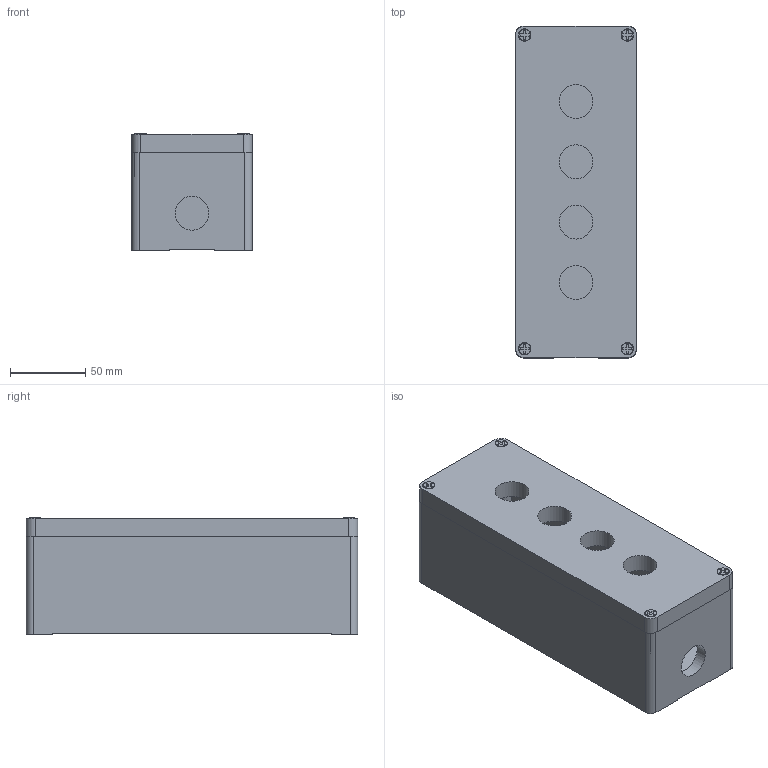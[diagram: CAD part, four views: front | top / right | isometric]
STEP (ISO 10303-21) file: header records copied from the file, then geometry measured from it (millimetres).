
FILE_DESCRIPTION(/* description */ ('STEP AP203'),/* implementation_level */ '2;1');
FILE_NAME(/* name */ 'XAPG49504.stp',/* time_stamp */ '2022-09-19T15:34:34+02:00',/* author */ (''),/* organization */ (''),/* preprocessor_version */ 'ST-DEVELOPER v18',/* originating_system */ 'Autodesk Inventor 2020',/* authorisation */ '');
FILE_SCHEMA (('CONFIG_CONTROL_DESIGN'));
Length unit declared in the file: millimetre
Products named in the file (1): XAPG49504
Bounding box: 80 x 220 x 77.2 mm (x, y, z)
Volume: 418586.1 mm3; surface area: 157680.3 mm2
Topology: 2 solids, 2 shells, 237 faces, 633 edges, 430 vertices
Faces by surface type: plane 189, cylinder 48
Full cylindrical faces by diameter (mm): 3.06 x2, 5.6 x2, 5.951 x2, 7.6 x4, 8.2 x4, 17 x1, 22.5 x5
Entity records: 7449 total; most frequent: CARTESIAN_POINT 1301, ORIENTED_EDGE 1266, DIRECTION 1231, EDGE_CURVE 633, LINE 511, VECTOR 511, VERTEX_POINT 430, AXIS2_PLACEMENT_3D 360
